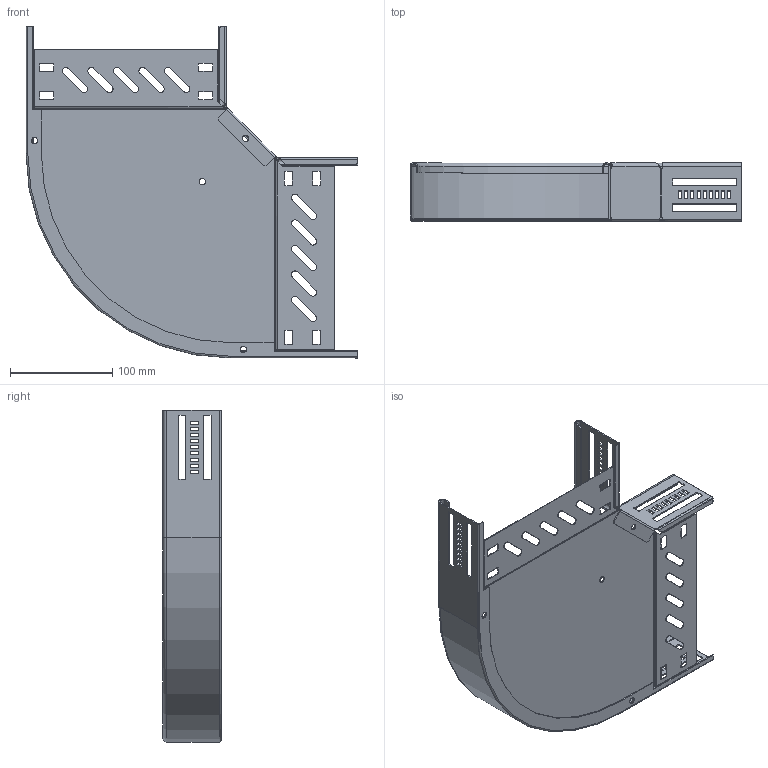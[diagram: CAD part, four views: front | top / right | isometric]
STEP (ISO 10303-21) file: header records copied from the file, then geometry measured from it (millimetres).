
FILE_DESCRIPTION (( 'STEP AP214' ), '1' );
FILE_NAME ('6036564.STEP', '2024-06-03T13:07:10', ( '' ), ( '' ), 'SwSTEP 2.0', 'SolidWorks 2022', '' );
FILE_SCHEMA (( 'AUTOMOTIVE_DESIGN' ));
Length unit declared in the file: millimetre
Products named in the file (4): 167734_200; 6036564; 167733_200; 167655_60x90°
Assembly tree (3 placements, depth 2):
  6036564
    167734_200
    167733_200
    167655_60x90°
Bounding box: 325 x 57 x 325 mm (x, y, z)
Volume: 121687.2 mm3; surface area: 254845.4 mm2
Topology: 3 solids, 3 shells, 516 faces, 1406 edges, 896 vertices
Faces by surface type: plane 346, cylinder 158, bspline 8, torus 4
Entity records: 16838 total; most frequent: CARTESIAN_POINT 3176, ORIENTED_EDGE 2812, DIRECTION 2688, EDGE_CURVE 1406, LINE 1072, VECTOR 1072, VERTEX_POINT 896, AXIS2_PLACEMENT_3D 808
